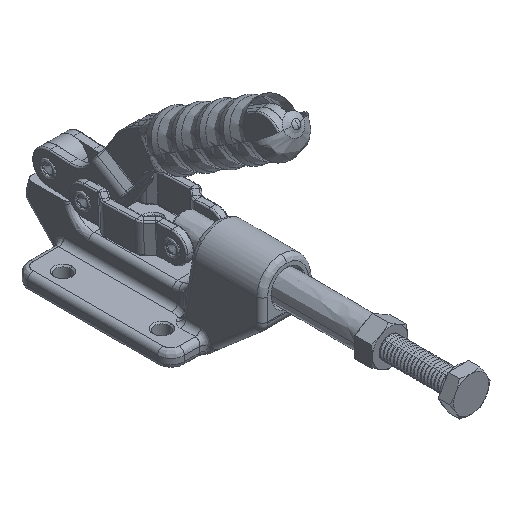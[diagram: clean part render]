
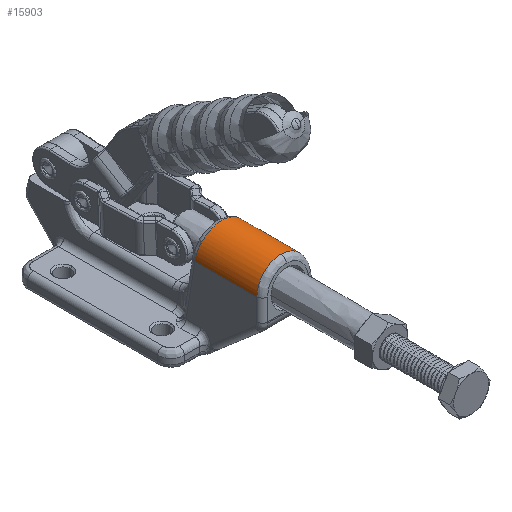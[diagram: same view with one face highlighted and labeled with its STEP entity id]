
A CAD part, isometric view. The second image highlights one B-rep face of the part: STEP entity #15903.
In plain terms, the highlighted free-form (B-spline) face has degree [1, 2] with [2, 9] control points.
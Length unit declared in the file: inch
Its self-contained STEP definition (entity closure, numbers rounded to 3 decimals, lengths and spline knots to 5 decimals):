
#9067=EDGE_CURVE('',#13148,#15991,#24821,.F.);
#10911=VERTEX_POINT('',#26784);
#11915=EDGE_CURVE('',#10911,#14278,#27867,.F.);
#13148=VERTEX_POINT('',#29167);
#14278=VERTEX_POINT('',#30385);
#15903=ADVANCED_FACE('',(#32128),#32129,.F.);
#15991=VERTEX_POINT('',#32224);
#17529=EDGE_CURVE('',#18967,#10911,#33871,.F.);
#18967=VERTEX_POINT('',#35411);
#19168=EDGE_CURVE('',#18967,#13148,#35624,.T.);
#22631=EDGE_CURVE('',#14278,#15991,#39317,.T.);
#24821=B_SPLINE_CURVE_WITH_KNOTS('',3,(#46187,#46188,#46189,#46190,#46191,#46192,#46193,#46194,#46195,#46196,#46197,#46198,#46199,#46200,#46201,#46202),.UNSPECIFIED.,.F.,.F.,(4,3,3,3,3,4),(0.0,0.31992,0.44888,0.50437,0.8401,1.0),.UNSPECIFIED.);
#26784=CARTESIAN_POINT('',(0.,-1.67653,1.38189));
#27867=B_SPLINE_CURVE_WITH_KNOTS('',3,(#59197,#59198,#59199,#59200,#59201,#59202,#59203),.UNSPECIFIED.,.F.,.F.,(4,3,4),(0.0,0.64602,1.0),.UNSPECIFIED.);
#29167=CARTESIAN_POINT('',(-0.37259,-0.79792,1.04047));
#30385=CARTESIAN_POINT('',(0.37259,-1.70011,1.04047));
#32128=FACE_OUTER_BOUND('',#78458,.T.);
#32129=(B_SPLINE_SURFACE(1,2,((#78460,#78461,#78462,#78463,#78464,#78465,#78466,#78467,#78468),(#78469,#78470,#78471,#78472,#78473,#78474,#78475,#78476,#78477)),.UNSPECIFIED.,.F.,.T.,.F.)B_SPLINE_SURFACE_WITH_KNOTS((2,2),(3,2,2,2,3),(0.00593,0.99407),(0.0,1.5708,3.14159,4.71239,6.28319),.UNSPECIFIED.)RATIONAL_B_SPLINE_SURFACE(((1.0,0.707,1.0,0.707,1.0,0.707,1.0,0.707,1.0),(1.0,0.707,1.0,0.707,1.0,0.707,1.0,0.707,1.0)))BOUNDED_SURFACE()REPRESENTATION_ITEM('')GEOMETRIC_REPRESENTATION_ITEM()SURFACE());
#32224=CARTESIAN_POINT('',(0.37259,-0.79792,1.04047));
#33871=B_SPLINE_CURVE_WITH_KNOTS('',3,(#86520,#86521,#86522,#86523,#86524,#86525,#86526,#86527,#86528,#86529),.UNSPECIFIED.,.F.,.F.,(4,3,3,4),(0.0,0.11099,0.75627,1.0),.UNSPECIFIED.);
#35411=CARTESIAN_POINT('',(-0.37259,-1.70011,1.04047));
#35624=LINE('',#94924,#94925);
#39317=LINE('',#109126,#109127);
#46187=CARTESIAN_POINT('',(0.37259,-0.79792,1.04047));
#46188=CARTESIAN_POINT('',(0.3623,-0.80604,1.15808));
#46189=CARTESIAN_POINT('',(0.29251,-0.81373,1.26932));
#46190=CARTESIAN_POINT('',(0.19061,-0.8179,1.32967));
#46191=CARTESIAN_POINT('',(0.14954,-0.81958,1.354));
#46192=CARTESIAN_POINT('',(0.1038,-0.82071,1.37036));
#46193=CARTESIAN_POINT('',(0.05657,-0.8212,1.37759));
#46194=CARTESIAN_POINT('',(0.03625,-0.82142,1.3807));
#46195=CARTESIAN_POINT('',(0.01568,-0.82152,1.38213));
#46196=CARTESIAN_POINT('',(-0.00487,-0.8215,1.38186));
#46197=CARTESIAN_POINT('',(-0.12918,-0.82139,1.38024));
#46198=CARTESIAN_POINT('',(-0.2506,-0.81667,1.31199));
#46199=CARTESIAN_POINT('',(-0.31665,-0.80942,1.20693));
#46200=CARTESIAN_POINT('',(-0.3481,-0.80596,1.15689));
#46201=CARTESIAN_POINT('',(-0.36745,-0.80198,1.09926));
#46202=CARTESIAN_POINT('',(-0.37259,-0.79792,1.04047));
#59197=CARTESIAN_POINT('',(0.37259,-1.70011,1.04047));
#59198=CARTESIAN_POINT('',(0.3622,-1.69191,1.15922));
#59199=CARTESIAN_POINT('',(0.29102,-1.68415,1.27145));
#59200=CARTESIAN_POINT('',(0.18765,-1.68001,1.33141));
#59201=CARTESIAN_POINT('',(0.13101,-1.67775,1.36426));
#59202=CARTESIAN_POINT('',(0.06547,-1.67653,1.38189));
#59203=CARTESIAN_POINT('',(0.,-1.67653,1.38189));
#78458=EDGE_LOOP('',(#121252,#121253,#121254,#121255,#121256));
#78460=CARTESIAN_POINT('',(-0.37402,-1.70011,1.00787));
#78461=CARTESIAN_POINT('',(-0.37402,-1.70011,1.38189));
#78462=CARTESIAN_POINT('',(0.,-1.70011,1.38189));
#78463=CARTESIAN_POINT('',(0.37402,-1.70011,1.38189));
#78464=CARTESIAN_POINT('',(0.37402,-1.70011,1.00787));
#78465=CARTESIAN_POINT('',(0.37402,-1.70011,0.63386));
#78466=CARTESIAN_POINT('',(0.,-1.70011,0.63386));
#78467=CARTESIAN_POINT('',(-0.37402,-1.70011,0.63386));
#78468=CARTESIAN_POINT('',(-0.37402,-1.70011,1.00787));
#78469=CARTESIAN_POINT('',(-0.37402,-0.79792,1.00787));
#78470=CARTESIAN_POINT('',(-0.37402,-0.79792,1.38189));
#78471=CARTESIAN_POINT('',(0.,-0.79792,1.38189));
#78472=CARTESIAN_POINT('',(0.37402,-0.79792,1.38189));
#78473=CARTESIAN_POINT('',(0.37402,-0.79792,1.00787));
#78474=CARTESIAN_POINT('',(0.37402,-0.79792,0.63386));
#78475=CARTESIAN_POINT('',(0.,-0.79792,0.63386));
#78476=CARTESIAN_POINT('',(-0.37402,-0.79792,0.63386));
#78477=CARTESIAN_POINT('',(-0.37402,-0.79792,1.00787));
#86520=CARTESIAN_POINT('',(0.,-1.67653,1.38189));
#86521=CARTESIAN_POINT('',(-0.02053,-1.67653,1.38189));
#86522=CARTESIAN_POINT('',(-0.0411,-1.67664,1.38019));
#86523=CARTESIAN_POINT('',(-0.06137,-1.67688,1.37682));
#86524=CARTESIAN_POINT('',(-0.17926,-1.67823,1.35721));
#86525=CARTESIAN_POINT('',(-0.28533,-1.68374,1.27748));
#86526=CARTESIAN_POINT('',(-0.33703,-1.69116,1.17004));
#86527=CARTESIAN_POINT('',(-0.35656,-1.69396,1.12945));
#86528=CARTESIAN_POINT('',(-0.36867,-1.69701,1.08527));
#86529=CARTESIAN_POINT('',(-0.37259,-1.70011,1.04047));
#94924=CARTESIAN_POINT('',(-0.37259,-1.70011,1.04047));
#94925=VECTOR('',#124773,0.90219);
#109126=CARTESIAN_POINT('',(0.37259,-1.70011,1.04047));
#109127=VECTOR('',#128431,0.90219);
#121252=ORIENTED_EDGE('',*,*,#19168,.F.);
#121253=ORIENTED_EDGE('',*,*,#17529,.T.);
#121254=ORIENTED_EDGE('',*,*,#11915,.T.);
#121255=ORIENTED_EDGE('',*,*,#22631,.T.);
#121256=ORIENTED_EDGE('',*,*,#9067,.F.);
#124773=DIRECTION('',(0.,1.0,0.0));
#128431=DIRECTION('',(0.,1.0,0.0));
